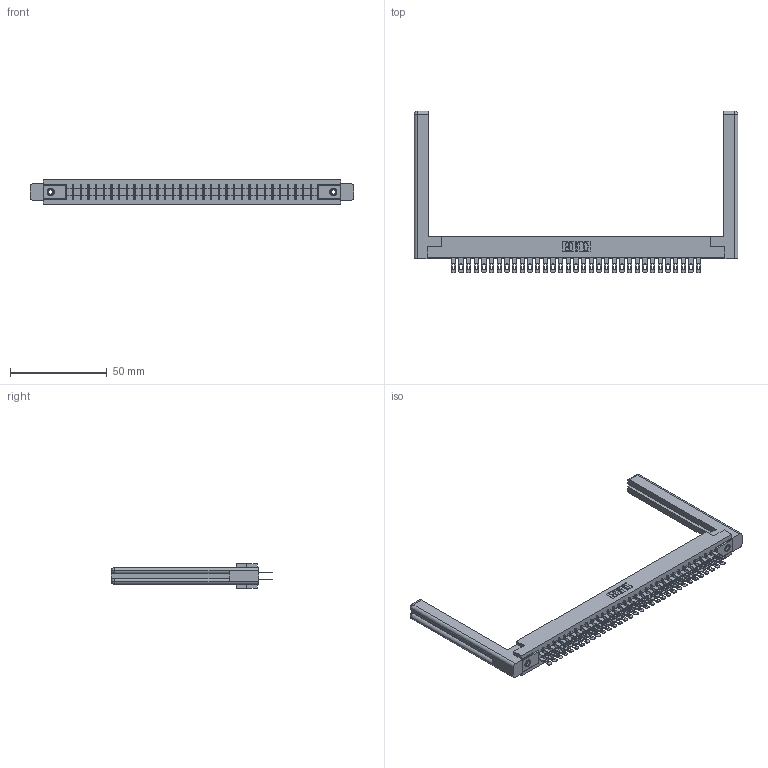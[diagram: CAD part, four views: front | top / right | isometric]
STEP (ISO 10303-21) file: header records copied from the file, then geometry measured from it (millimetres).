
FILE_DESCRIPTION (( 'STEP AP203' ), '1' );
FILE_NAME ('355-066-500-558.STEP', '2019-09-12T15:27:52', ( '' ), ( '' ), 'SwSTEP 2.0', 'SolidWorks 2016', '' );
FILE_SCHEMA (( 'CONFIG_CONTROL_DESIGN' ));
Length unit declared in the file: inch
Products named in the file (5): 307-220-058; 355-066-500-558; 305 Part_.156 Dia; 345-250-001_345-250-001-102; 305-290-001_500
Assembly tree (71 placements, depth 2):
  355-066-500-558
    305 Part_.156 Dia
    305-290-001_500  x66
    345-250-001_345-250-001-102  x2
    307-220-058  x2
Bounding box: 167.39 x 83.49 x 12.7 mm (x, y, z)
Volume: 24312.1 mm3; surface area: 28502 mm2
Topology: 71 solids, 71 shells, 3558 faces, 10141 edges, 6570 vertices
Faces by surface type: plane 2000, cylinder 1402, sphere 132, cone 12, torus 12
Entity records: 39481 total; most frequent: CARTESIAN_POINT 6548, ORIENTED_EDGE 6440, DIRECTION 6306, EDGE_CURVE 3220, LINE 2582, VECTOR 2582, VERTEX_POINT 2050, AXIS2_PLACEMENT_3D 1862
